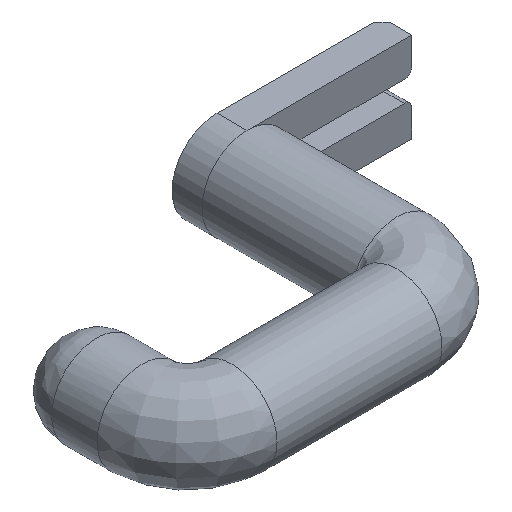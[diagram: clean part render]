
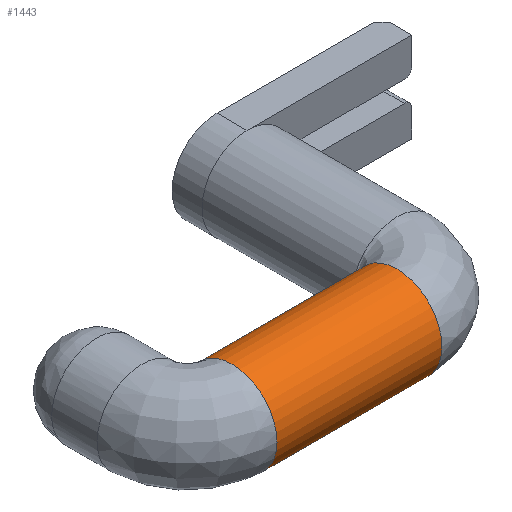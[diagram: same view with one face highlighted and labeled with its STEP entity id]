
A CAD part, isometric view. The second image highlights one B-rep face of the part: STEP entity #1443.
In plain terms, the highlighted face is a extrusion surface.
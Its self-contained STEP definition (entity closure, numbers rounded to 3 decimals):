
#1004 = SURFACE_OF_REVOLUTION('',#1005,#1010);
#1005 = CIRCLE('',#1006,15.);
#1006 = AXIS2_PLACEMENT_3D('',#1007,#1008,#1009);
#1007 = CARTESIAN_POINT('',(-15.,-50.,0.));
#1008 = DIRECTION('',(0.,-1.,
    0.));
#1009 = DIRECTION('',(1.,0.,0.));
#1010 = AXIS1_PLACEMENT('',#1011,#1012);
#1011 = CARTESIAN_POINT('',(-30.,-50.,0.));
#1012 = DIRECTION('',(0.,0.,1.));
#1389 = VERTEX_POINT('',#1390);
#1390 = CARTESIAN_POINT('',(-30.,-80.,
    0.));
#1414 = EDGE_CURVE('',#1389,#1389,#1415,.T.);
#1415 = SURFACE_CURVE('',#1416,(#1421,#1428),.PCURVE_S1.);
#1416 = CIRCLE('',#1417,15.);
#1417 = AXIS2_PLACEMENT_3D('',#1418,#1419,#1420);
#1418 = CARTESIAN_POINT('',(-30.,-65.,0.));
#1419 = DIRECTION('',(-1.,0.,
    0.));
#1420 = DIRECTION('',(0.,-1.,0.));
#1421 = PCURVE('',#1004,#1422);
#1422 = DEFINITIONAL_REPRESENTATION('',(#1423),#1427);
#1423 = LINE('',#1424,#1425);
#1424 = CARTESIAN_POINT('',(4.712,0.));
#1425 = VECTOR('',#1426,1.);
#1426 = DIRECTION('',(0.,1.));
#1427 = ( GEOMETRIC_REPRESENTATION_CONTEXT(2) 
PARAMETRIC_REPRESENTATION_CONTEXT() REPRESENTATION_CONTEXT('2D SPACE',''
  ) );
#1428 = PCURVE('',#1429,#1437);
#1429 = SURFACE_OF_LINEAR_EXTRUSION('',#1430,#1435);
#1430 = CIRCLE('',#1431,15.);
#1431 = AXIS2_PLACEMENT_3D('',#1432,#1433,#1434);
#1432 = CARTESIAN_POINT('',(-85.,-65.,0.));
#1433 = DIRECTION('',(-1.,0.,
    0.));
#1434 = DIRECTION('',(0.,-1.,0.));
#1435 = VECTOR('',#1436,1.);
#1436 = DIRECTION('',(1.,0.,0.));
#1437 = DEFINITIONAL_REPRESENTATION('',(#1438),#1442);
#1438 = LINE('',#1439,#1440);
#1439 = CARTESIAN_POINT('',(0.,55.));
#1440 = VECTOR('',#1441,1.);
#1441 = DIRECTION('',(1.,0.));
#1442 = ( GEOMETRIC_REPRESENTATION_CONTEXT(2) 
PARAMETRIC_REPRESENTATION_CONTEXT() REPRESENTATION_CONTEXT('2D SPACE',''
  ) );
#1443 = ADVANCED_FACE('',(#1444),#1429,.F.);
#1444 = FACE_BOUND('',#1445,.F.);
#1445 = EDGE_LOOP('',(#1446,#1469,#1470,#1471));
#1446 = ORIENTED_EDGE('',*,*,#1447,.T.);
#1447 = EDGE_CURVE('',#1448,#1389,#1450,.T.);
#1448 = VERTEX_POINT('',#1449);
#1449 = CARTESIAN_POINT('',(-85.,-80.,
    0.));
#1450 = SEAM_CURVE('',#1451,(#1455,#1462),.PCURVE_S1.);
#1451 = LINE('',#1452,#1453);
#1452 = CARTESIAN_POINT('',(-85.,-80.,
    0.));
#1453 = VECTOR('',#1454,1.);
#1454 = DIRECTION('',(1.,0.,0.));
#1455 = PCURVE('',#1429,#1456);
#1456 = DEFINITIONAL_REPRESENTATION('',(#1457),#1461);
#1457 = LINE('',#1458,#1459);
#1458 = CARTESIAN_POINT('',(6.283,0.));
#1459 = VECTOR('',#1460,1.);
#1460 = DIRECTION('',(0.,1.));
#1461 = ( GEOMETRIC_REPRESENTATION_CONTEXT(2) 
PARAMETRIC_REPRESENTATION_CONTEXT() REPRESENTATION_CONTEXT('2D SPACE',''
  ) );
#1462 = PCURVE('',#1429,#1463);
#1463 = DEFINITIONAL_REPRESENTATION('',(#1464),#1468);
#1464 = LINE('',#1465,#1466);
#1465 = CARTESIAN_POINT('',(0.,0.));
#1466 = VECTOR('',#1467,1.);
#1467 = DIRECTION('',(0.,1.));
#1468 = ( GEOMETRIC_REPRESENTATION_CONTEXT(2) 
PARAMETRIC_REPRESENTATION_CONTEXT() REPRESENTATION_CONTEXT('2D SPACE',''
  ) );
#1469 = ORIENTED_EDGE('',*,*,#1414,.F.);
#1470 = ORIENTED_EDGE('',*,*,#1447,.F.);
#1471 = ORIENTED_EDGE('',*,*,#1472,.T.);
#1472 = EDGE_CURVE('',#1448,#1448,#1473,.T.);
#1473 = SURFACE_CURVE('',#1474,(#1479,#1486),.PCURVE_S1.);
#1474 = CIRCLE('',#1475,15.);
#1475 = AXIS2_PLACEMENT_3D('',#1476,#1477,#1478);
#1476 = CARTESIAN_POINT('',(-85.,-65.,0.));
#1477 = DIRECTION('',(-1.,0.,
    0.));
#1478 = DIRECTION('',(0.,-1.,
    0.));
#1479 = PCURVE('',#1429,#1480);
#1480 = DEFINITIONAL_REPRESENTATION('',(#1481),#1485);
#1481 = LINE('',#1482,#1483);
#1482 = CARTESIAN_POINT('',(0.,0.));
#1483 = VECTOR('',#1484,1.);
#1484 = DIRECTION('',(1.,0.));
#1485 = ( GEOMETRIC_REPRESENTATION_CONTEXT(2) 
PARAMETRIC_REPRESENTATION_CONTEXT() REPRESENTATION_CONTEXT('2D SPACE',''
  ) );
#1486 = PCURVE('',#1487,#1496);
#1487 = SURFACE_OF_REVOLUTION('',#1488,#1493);
#1488 = CIRCLE('',#1489,15.);
#1489 = AXIS2_PLACEMENT_3D('',#1490,#1491,#1492);
#1490 = CARTESIAN_POINT('',(-70.,-50.,0.));
#1491 = DIRECTION('',(0.,-1.,
    0.));
#1492 = DIRECTION('',(1.,0.,0.));
#1493 = AXIS1_PLACEMENT('',#1494,#1495);
#1494 = CARTESIAN_POINT('',(-85.,-50.,0.));
#1495 = DIRECTION('',(0.,0.,1.));
#1496 = DEFINITIONAL_REPRESENTATION('',(#1497),#1501);
#1497 = LINE('',#1498,#1499);
#1498 = CARTESIAN_POINT('',(4.712,0.));
#1499 = VECTOR('',#1500,1.);
#1500 = DIRECTION('',(0.,1.));
#1501 = ( GEOMETRIC_REPRESENTATION_CONTEXT(2) 
PARAMETRIC_REPRESENTATION_CONTEXT() REPRESENTATION_CONTEXT('2D SPACE',''
  ) );
